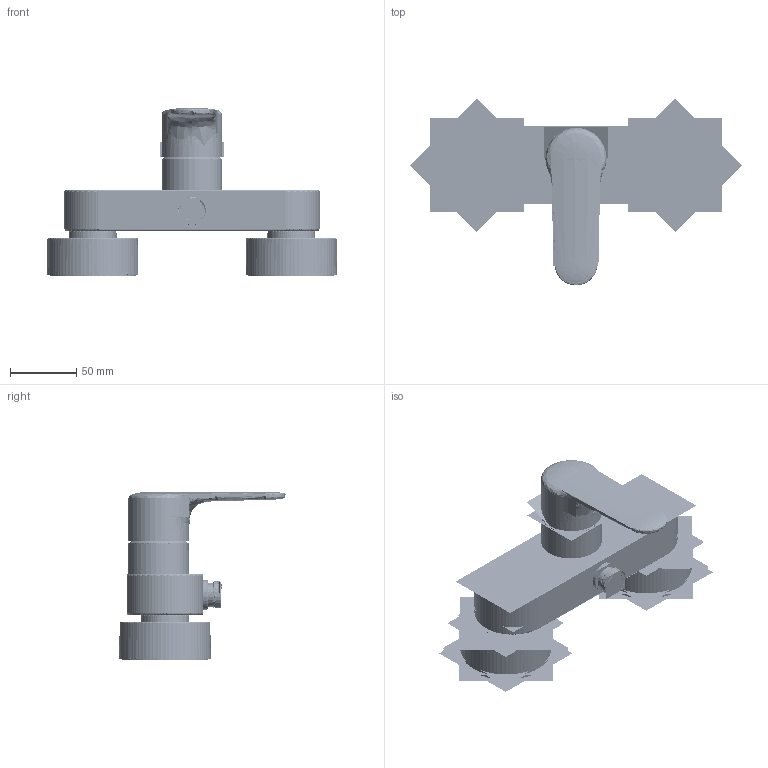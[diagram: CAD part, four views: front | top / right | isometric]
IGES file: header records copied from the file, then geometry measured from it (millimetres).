
Start section:  PTC IGES file: A42726.igs
Global section: file name: A42726.igs; native system: Creo Parametric by PTC Inc.; preprocessor: 2018300; author: tamer.unalp; organization: Unknown; date: 20201127.113437; units: millimetre
Bounding box: 250.59 x 141.35 x 127.51 mm (x, y, z)
Surface area: 1760115.6 mm2 (no closed solid volume)
Topology: 0 solids, 0 shells, 8136 faces, 123259 edges, 160318 vertices
Faces by surface type: bspline 4212, revolution 3916, extrusion 8
